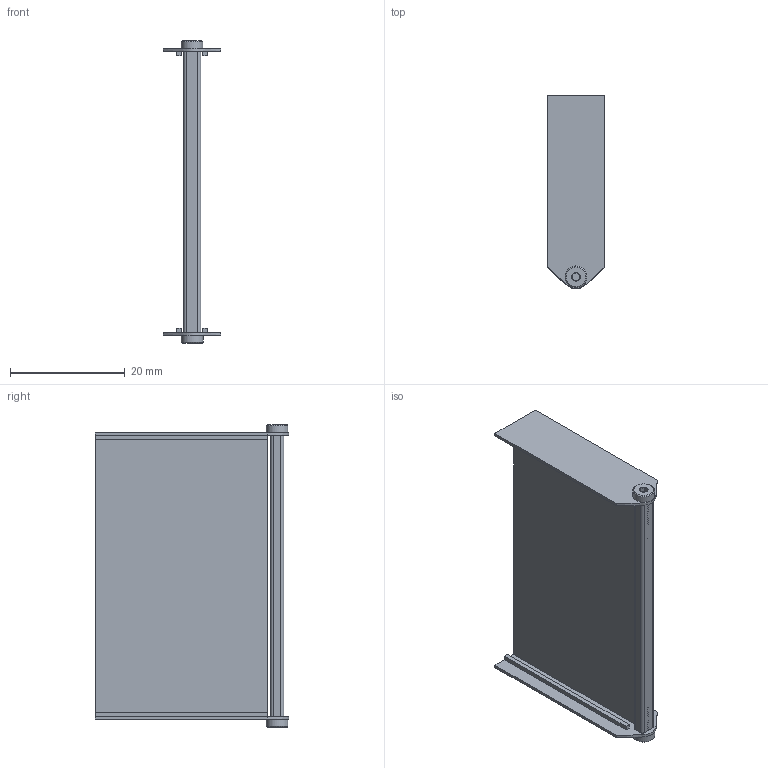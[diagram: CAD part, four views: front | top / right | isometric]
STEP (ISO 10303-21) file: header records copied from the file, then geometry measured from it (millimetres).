
FILE_DESCRIPTION(/* description */ (''),/* implementation_level */ '2;1');
FILE_NAME(/* name */ 'Apple Design Challenge v8.step',/* time_stamp */ '2020-08-25T17:29:06-07:00',/* author */ (''),/* organization */ (''),/* preprocessor_version */ 'ST-DEVELOPER v18.1',/* originating_system */ 'Autodesk Translation Framework v9.3.0.1241',/* authorisation */ '');
FILE_SCHEMA (('AUTOMOTIVE_DESIGN { 1 0 10303 214 3 1 1 }'));
Length unit declared in the file: millimetre
Products named in the file (4): Apple Design Challenge; Blade; Handle (1); M2 x 6 mm
Assembly tree (4 placements, depth 3):
  Apple Design Challenge
    Blade
      Handle (1)
      M2 x 6 mm  x2
Bounding box: 10 x 33.73 x 52.7 mm (x, y, z)
Volume: 1824.6 mm3; surface area: 5308.2 mm2
Topology: 4 solids, 4 shells, 152 faces, 388 edges, 250 vertices
Faces by surface type: cylinder 72, plane 56, cone 18, bspline 6
Full cylindrical faces by diameter (mm): 1.48 x28, 2 x30, 3.8 x2
Entity records: 5135 total; most frequent: CARTESIAN_POINT 2784, ORIENTED_EDGE 508, DIRECTION 413, EDGE_CURVE 254, VERTEX_POINT 165, LINE 145, VECTOR 145, AXIS2_PLACEMENT_3D 134
